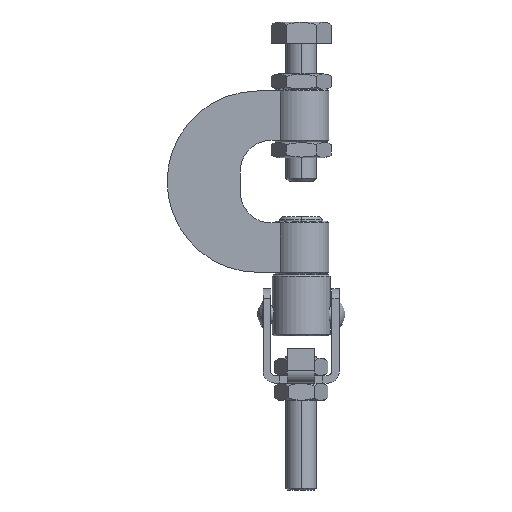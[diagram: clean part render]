
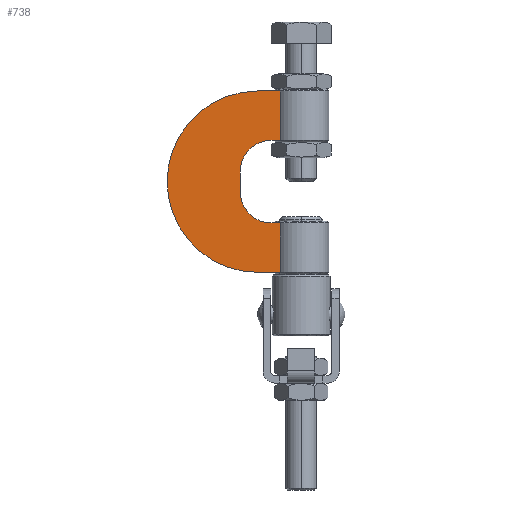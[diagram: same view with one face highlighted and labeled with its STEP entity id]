
A CAD part, left-side view. The second image highlights one B-rep face of the part: STEP entity #738.
In plain terms, the highlighted planar face has unit normal (-1, 0, 0).
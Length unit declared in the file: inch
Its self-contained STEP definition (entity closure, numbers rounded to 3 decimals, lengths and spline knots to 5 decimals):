
#738=ADVANCED_FACE('',(#1493),#1494,.F.);
#1493=FACE_OUTER_BOUND('',#2307,.T.);
#1494=PLANE('',#2308);
#2307=EDGE_LOOP('',(#4144,#4145,#4146,#4147,#4148,#4149,#4150,#4151,#4152,#4153));
#2308=AXIS2_PLACEMENT_3D('',#4154,#4155,#4156);
#4144=ORIENTED_EDGE('',*,*,#4899,.F.);
#4145=ORIENTED_EDGE('',*,*,#5023,.T.);
#4146=ORIENTED_EDGE('',*,*,#4847,.T.);
#4147=ORIENTED_EDGE('',*,*,#4908,.T.);
#4148=ORIENTED_EDGE('',*,*,#5372,.T.);
#4149=ORIENTED_EDGE('',*,*,#4865,.T.);
#4150=ORIENTED_EDGE('',*,*,#5057,.F.);
#4151=ORIENTED_EDGE('',*,*,#4920,.T.);
#4152=ORIENTED_EDGE('',*,*,#5401,.T.);
#4153=ORIENTED_EDGE('',*,*,#5402,.T.);
#4154=CARTESIAN_POINT('',(-0.23622,0.86461,1.7126));
#4155=DIRECTION('',(1.0,0.,0.));
#4156=DIRECTION('',(0.,0.0,-1.0));
#4847=EDGE_CURVE('',#5839,#5840,#5841,.T.);
#4865=EDGE_CURVE('',#5867,#5865,#5868,.T.);
#4899=EDGE_CURVE('',#5926,#5928,#5929,.T.);
#4908=EDGE_CURVE('',#5840,#5942,#5943,.T.);
#4920=EDGE_CURVE('',#5953,#5955,#5957,.T.);
#5023=EDGE_CURVE('',#5926,#5839,#6113,.T.);
#5057=EDGE_CURVE('',#5953,#5865,#6164,.T.);
#5372=EDGE_CURVE('',#5942,#5867,#6575,.T.);
#5401=EDGE_CURVE('',#5955,#6608,#6609,.T.);
#5402=EDGE_CURVE('',#6608,#5928,#6610,.T.);
#5839=VERTEX_POINT('',#7268);
#5840=VERTEX_POINT('',#7269);
#5841=CIRCLE('',#7270,0.3937);
#5865=VERTEX_POINT('',#7301);
#5867=VERTEX_POINT('',#7303);
#5868=LINE('',#7304,#7305);
#5926=VERTEX_POINT('',#7399);
#5928=VERTEX_POINT('',#7401);
#5929=LINE('',#7402,#7403);
#5942=VERTEX_POINT('',#7418);
#5943=LINE('',#7419,#7420);
#5953=VERTEX_POINT('',#7433);
#5955=VERTEX_POINT('',#7435);
#5957=LINE('',#7438,#7439);
#6113=LINE('',#7754,#7755);
#6164=LINE('',#7860,#7861);
#6575=CIRCLE('',#8729,0.3937);
#6608=VERTEX_POINT('',#8785);
#6609=CIRCLE('',#8786,1.16929);
#6610=LINE('',#8787,#8788);
#7268=CARTESIAN_POINT('',(-0.23622,0.39064,1.1811));
#7269=CARTESIAN_POINT('',(-0.23622,0.78434,1.5748));
#7270=AXIS2_PLACEMENT_3D('',#9226,#9227,#9228);
#7301=CARTESIAN_POINT('',(-0.23622,0.26819,2.24409));
#7303=CARTESIAN_POINT('',(-0.23622,0.39064,2.24409));
#7304=CARTESIAN_POINT('',(-0.23622,0.5664,2.24409));
#7305=VECTOR('',#9254,0.3937);
#7399=CARTESIAN_POINT('',(-0.23622,0.26819,1.1811));
#7401=CARTESIAN_POINT('',(-0.23622,0.26819,0.54331));
#7402=CARTESIAN_POINT('',(-0.23622,0.26819,0.8622));
#7403=VECTOR('',#9295,0.3937);
#7418=CARTESIAN_POINT('',(-0.23622,0.78434,1.85039));
#7419=CARTESIAN_POINT('',(-0.23622,0.78434,1.7815));
#7420=VECTOR('',#9310,0.3937);
#7433=CARTESIAN_POINT('',(-0.23622,0.26819,2.88189));
#7435=CARTESIAN_POINT('',(-0.23622,0.55993,2.88189));
#7438=CARTESIAN_POINT('',(-0.23622,0.71227,2.88189));
#7439=VECTOR('',#9327,0.3937);
#7754=CARTESIAN_POINT('',(-0.23622,0.60661,1.1811));
#7755=VECTOR('',#9439,0.3937);
#7860=CARTESIAN_POINT('',(-0.23622,0.26819,2.56299));
#7861=VECTOR('',#9479,0.3937);
#8729=AXIS2_PLACEMENT_3D('',#9807,#9808,#9809);
#8785=CARTESIAN_POINT('',(-0.23622,0.55993,0.54331));
#8786=AXIS2_PLACEMENT_3D('',#9836,#9837,#9838);
#8787=CARTESIAN_POINT('',(-0.23622,0.43231,0.54331));
#8788=VECTOR('',#9839,0.3937);
#9226=CARTESIAN_POINT('',(-0.23622,0.39064,1.5748));
#9227=DIRECTION('',(1.0,0.,0.));
#9228=DIRECTION('',(0.,0.,1.0));
#9254=DIRECTION('',(0.,-1.0,0.));
#9295=DIRECTION('',(0.,0.,-1.0));
#9310=DIRECTION('',(0.,0.,1.0));
#9327=DIRECTION('',(0.,1.0,0.));
#9439=DIRECTION('',(0.,1.0,0.));
#9479=DIRECTION('',(0.,0.,-1.0));
#9807=CARTESIAN_POINT('',(-0.23622,0.39064,1.85039));
#9808=DIRECTION('',(1.0,0.,0.));
#9809=DIRECTION('',(0.,-1.0,0.));
#9836=CARTESIAN_POINT('',(-0.23622,0.55993,1.7126));
#9837=DIRECTION('',(-1.0,0.,0.));
#9838=DIRECTION('',(0.,0.,-1.0));
#9839=DIRECTION('',(0.,-1.0,0.));
